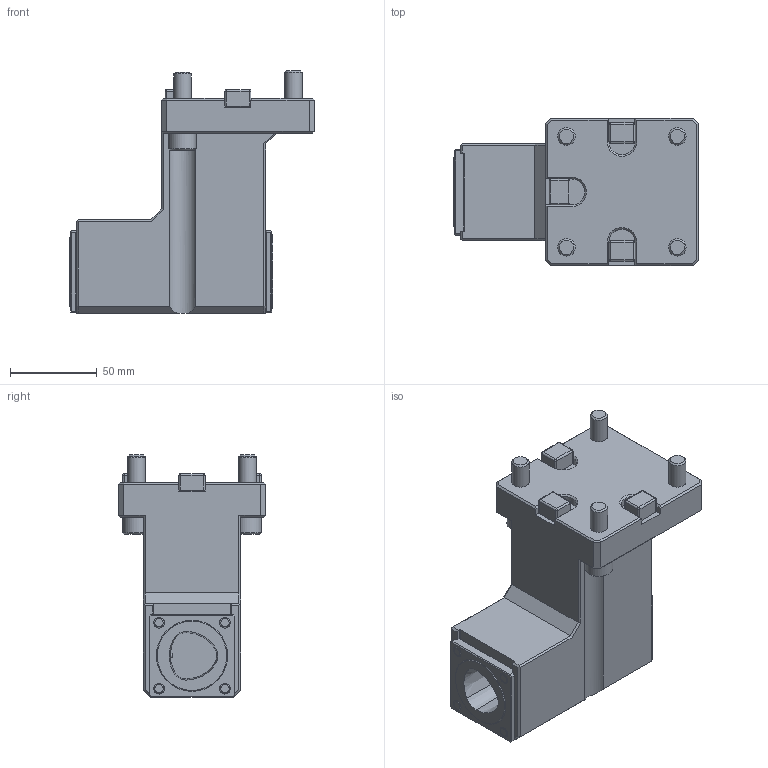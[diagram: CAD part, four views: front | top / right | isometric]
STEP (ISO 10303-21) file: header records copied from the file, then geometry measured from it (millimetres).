
FILE_DESCRIPTION(/* description */ (''),/* implementation_level */ '2;1');
FILE_NAME(/* name */ '1612444787348.stp',/* time_stamp */ '2021-02-04T18:50:05+05:00',/* author */ (''),/* organization */ ('SMS'),/* preprocessor_version */ 'ST-DEVELOPER v16.7',/* originating_system */ 'SIEMENS PLM Software NX 12.0',/* authorisation */ '');
FILE_SCHEMA (('AUTOMOTIVE_DESIGN { 1 0 10303 214 3 1 1 1 }'));
Length unit declared in the file: millimetre
Products named in the file (1): 203355876mod000_00
Bounding box: 141 x 85 x 140 mm (x, y, z)
Volume: 634785.7 mm3; surface area: 67149.2 mm2
Topology: 1 solids, 1 shells, 296 faces, 757 edges, 460 vertices
Faces by surface type: plane 204, cylinder 41, cone 25, sphere 20, bspline 4, torus 2
Full cylindrical faces by diameter (mm): 2.5 x2, 10 x4, 16 x2
Entity records: 8666 total; most frequent: CARTESIAN_POINT 1618, DIRECTION 1442, ORIENTED_EDGE 1410, EDGE_CURVE 705, LINE 542, VECTOR 542, AXIS2_PLACEMENT_3D 450, VERTEX_POINT 442
